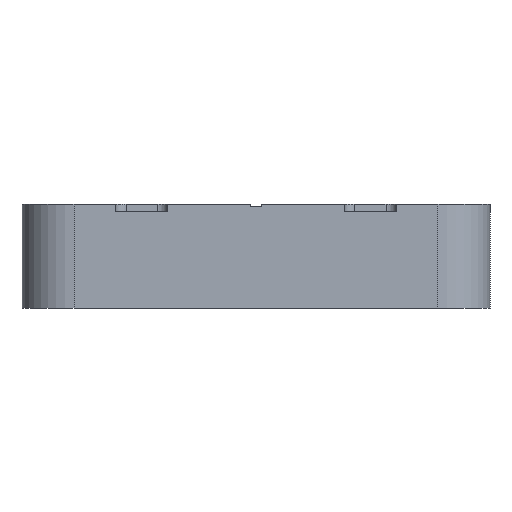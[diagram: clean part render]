
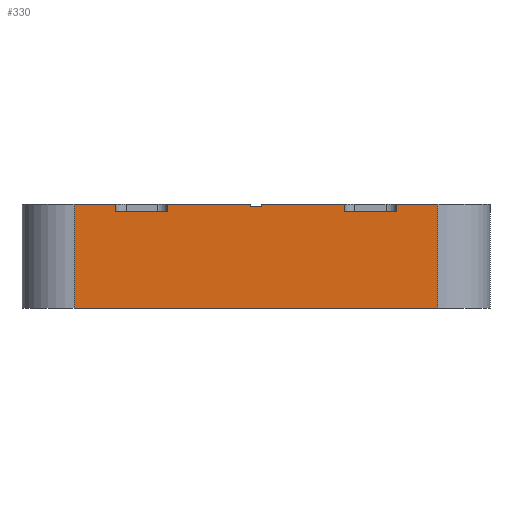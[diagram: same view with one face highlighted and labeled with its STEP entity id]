
A CAD part, front view. The second image highlights one B-rep face of the part: STEP entity #330.
In plain terms, the highlighted planar face has unit normal (0, -1, 0).
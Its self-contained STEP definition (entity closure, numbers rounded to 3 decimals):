
#6 = EDGE_CURVE ( 'NONE', #1663, #1748, #2415, .T. ) ;
#28 = CARTESIAN_POINT ( 'NONE',  ( -45., -45., 20. ) ) ;
#40 = CARTESIAN_POINT ( 'NONE',  ( -35., -45., 20. ) ) ;
#50 = VECTOR ( 'NONE', #254, 1000. ) ;
#73 = LINE ( 'NONE', #426, #2067 ) ;
#85 = ORIENTED_EDGE ( 'NONE', *, *, #2435, .F. ) ;
#144 = CARTESIAN_POINT ( 'NONE',  ( -27., -45., 20. ) ) ;
#153 = CARTESIAN_POINT ( 'NONE',  ( -17., -45., 18.5 ) ) ;
#162 = EDGE_CURVE ( 'NONE', #1663, #2561, #2747, .T. ) ;
#179 = CARTESIAN_POINT ( 'NONE',  ( 17., -45., 18.5 ) ) ;
#196 = LINE ( 'NONE', #3201, #2173 ) ;
#254 = DIRECTION ( 'NONE',  ( 1., 0., 0. ) ) ;
#267 = CARTESIAN_POINT ( 'NONE',  ( 27., -45., 18.5 ) ) ;
#279 = EDGE_CURVE ( 'NONE', #1470, #3479, #542, .T. ) ;
#283 = EDGE_CURVE ( 'NONE', #2448, #928, #714, .T. ) ;
#286 = EDGE_LOOP ( 'NONE', ( #2298, #2526, #2024, #3189, #2507, #3470, #1052, #611, #85, #470, #2700, #2850, #411, #3276, #869, #1841 ) ) ;
#317 = DIRECTION ( 'NONE',  ( 1., 0., 0. ) ) ;
#330 = ADVANCED_FACE ( 'NONE', ( #2170 ), #2331, .F. ) ;
#357 = VECTOR ( 'NONE', #2684, 1000. ) ;
#384 = EDGE_CURVE ( 'NONE', #2791, #2560, #1970, .T. ) ;
#394 = CARTESIAN_POINT ( 'NONE',  ( 1., -45., 20. ) ) ;
#411 = ORIENTED_EDGE ( 'NONE', *, *, #3424, .F. ) ;
#413 = CARTESIAN_POINT ( 'NONE',  ( -1., -45., 19.5 ) ) ;
#426 = CARTESIAN_POINT ( 'NONE',  ( -45., -45., 20. ) ) ;
#427 = CARTESIAN_POINT ( 'NONE',  ( -45., -45., 20. ) ) ;
#429 = EDGE_CURVE ( 'NONE', #826, #3479, #73, .T. ) ;
#458 = EDGE_CURVE ( 'NONE', #1748, #3262, #3138, .T. ) ;
#470 = ORIENTED_EDGE ( 'NONE', *, *, #1272, .T. ) ;
#507 = CARTESIAN_POINT ( 'NONE',  ( -45., -45., 20. ) ) ;
#529 = DIRECTION ( 'NONE',  ( 0., 0., 1. ) ) ;
#542 = LINE ( 'NONE', #1514, #2019 ) ;
#560 = DIRECTION ( 'NONE',  ( 0., 0., 1. ) ) ;
#611 = ORIENTED_EDGE ( 'NONE', *, *, #3224, .F. ) ;
#620 = VECTOR ( 'NONE', #2820, 1000. ) ;
#634 = DIRECTION ( 'NONE',  ( 0., 0., 1. ) ) ;
#681 = CARTESIAN_POINT ( 'NONE',  ( -1., -45., 19.5 ) ) ;
#714 = LINE ( 'NONE', #2367, #1350 ) ;
#737 = CARTESIAN_POINT ( 'NONE',  ( -17., -45., 18.5 ) ) ;
#754 = LINE ( 'NONE', #40, #3459 ) ;
#826 = VERTEX_POINT ( 'NONE', #3227 ) ;
#853 = VECTOR ( 'NONE', #560, 1000. ) ;
#869 = ORIENTED_EDGE ( 'NONE', *, *, #1660, .F. ) ;
#914 = EDGE_CURVE ( 'NONE', #928, #3394, #3639, .T. ) ;
#928 = VERTEX_POINT ( 'NONE', #394 ) ;
#941 = DIRECTION ( 'NONE',  ( 0., 0., -1. ) ) ;
#999 = DIRECTION ( 'NONE',  ( 0., 0., 1. ) ) ;
#1052 = ORIENTED_EDGE ( 'NONE', *, *, #429, .F. ) ;
#1215 = DIRECTION ( 'NONE',  ( 0., 0., 1. ) ) ;
#1216 = CARTESIAN_POINT ( 'NONE',  ( -45., -45., 20. ) ) ;
#1250 = CARTESIAN_POINT ( 'NONE',  ( -27., -45., 18.5 ) ) ;
#1272 = EDGE_CURVE ( 'NONE', #3597, #3394, #2493, .T. ) ;
#1350 = VECTOR ( 'NONE', #634, 1000. ) ;
#1373 = VECTOR ( 'NONE', #1215, 1000. ) ;
#1470 = VERTEX_POINT ( 'NONE', #2898 ) ;
#1494 = DIRECTION ( 'NONE',  ( 0., 0., 1. ) ) ;
#1514 = CARTESIAN_POINT ( 'NONE',  ( 35., -45., 20. ) ) ;
#1604 = VECTOR ( 'NONE', #999, 1000. ) ;
#1631 = EDGE_CURVE ( 'NONE', #3511, #3170, #754, .T. ) ;
#1660 = EDGE_CURVE ( 'NONE', #3262, #2560, #3579, .T. ) ;
#1663 = VERTEX_POINT ( 'NONE', #1250 ) ;
#1677 = CARTESIAN_POINT ( 'NONE',  ( 35., -45., 20. ) ) ;
#1748 = VERTEX_POINT ( 'NONE', #737 ) ;
#1841 = ORIENTED_EDGE ( 'NONE', *, *, #458, .F. ) ;
#1883 = VECTOR ( 'NONE', #529, 1000. ) ;
#1884 = LINE ( 'NONE', #3099, #2846 ) ;
#1956 = CARTESIAN_POINT ( 'NONE',  ( -27., -45., 18.5 ) ) ;
#1970 = LINE ( 'NONE', #413, #2278 ) ;
#1992 = EDGE_CURVE ( 'NONE', #3511, #2561, #3301, .T. ) ;
#2019 = VECTOR ( 'NONE', #2673, 1000. ) ;
#2024 = ORIENTED_EDGE ( 'NONE', *, *, #1992, .F. ) ;
#2064 = VECTOR ( 'NONE', #317, 1000. ) ;
#2067 = VECTOR ( 'NONE', #3020, 1000. ) ;
#2070 = DIRECTION ( 'NONE',  ( 0., 1., 0. ) ) ;
#2170 = FACE_OUTER_BOUND ( 'NONE', #286, .T. ) ;
#2173 = VECTOR ( 'NONE', #3491, 1000. ) ;
#2211 = LINE ( 'NONE', #3409, #50 ) ;
#2250 = CARTESIAN_POINT ( 'NONE',  ( -35., -45., 20. ) ) ;
#2278 = VECTOR ( 'NONE', #3316, 1000. ) ;
#2288 = CARTESIAN_POINT ( 'NONE',  ( -35., -45., 0. ) ) ;
#2298 = ORIENTED_EDGE ( 'NONE', *, *, #6, .F. ) ;
#2331 = PLANE ( 'NONE',  #2929 ) ;
#2349 = VERTEX_POINT ( 'NONE', #267 ) ;
#2367 = CARTESIAN_POINT ( 'NONE',  ( 1., -45., 19.5 ) ) ;
#2415 = LINE ( 'NONE', #153, #357 ) ;
#2426 = LINE ( 'NONE', #2916, #1373 ) ;
#2435 = EDGE_CURVE ( 'NONE', #3597, #2349, #196, .T. ) ;
#2448 = VERTEX_POINT ( 'NONE', #2901 ) ;
#2493 = LINE ( 'NONE', #179, #853 ) ;
#2507 = ORIENTED_EDGE ( 'NONE', *, *, #2991, .T. ) ;
#2526 = ORIENTED_EDGE ( 'NONE', *, *, #162, .T. ) ;
#2555 = CARTESIAN_POINT ( 'NONE',  ( 17., -45., 18.5 ) ) ;
#2560 = VERTEX_POINT ( 'NONE', #3045 ) ;
#2561 = VERTEX_POINT ( 'NONE', #144 ) ;
#2673 = DIRECTION ( 'NONE',  ( 0., 0., 1. ) ) ;
#2684 = DIRECTION ( 'NONE',  ( 1., 0., 0. ) ) ;
#2700 = ORIENTED_EDGE ( 'NONE', *, *, #914, .F. ) ;
#2721 = DIRECTION ( 'NONE',  ( 1., 0., 0. ) ) ;
#2747 = LINE ( 'NONE', #1956, #1883 ) ;
#2791 = VERTEX_POINT ( 'NONE', #681 ) ;
#2820 = DIRECTION ( 'NONE',  ( 1., 0., 0. ) ) ;
#2846 = VECTOR ( 'NONE', #3662, 1000. ) ;
#2850 = ORIENTED_EDGE ( 'NONE', *, *, #283, .F. ) ;
#2898 = CARTESIAN_POINT ( 'NONE',  ( 35., -45., 0. ) ) ;
#2901 = CARTESIAN_POINT ( 'NONE',  ( 1., -45., 19.5 ) ) ;
#2916 = CARTESIAN_POINT ( 'NONE',  ( 27., -45., 18.5 ) ) ;
#2929 = AXIS2_PLACEMENT_3D ( 'NONE', #1216, #2070, #1494 ) ;
#2983 = CARTESIAN_POINT ( 'NONE',  ( -17., -45., 18.5 ) ) ;
#2991 = EDGE_CURVE ( 'NONE', #3170, #1470, #2211, .T. ) ;
#3020 = DIRECTION ( 'NONE',  ( 1., 0., 0. ) ) ;
#3045 = CARTESIAN_POINT ( 'NONE',  ( -1., -45., 20. ) ) ;
#3099 = CARTESIAN_POINT ( 'NONE',  ( 0., -45., 19.5 ) ) ;
#3138 = LINE ( 'NONE', #2983, #1604 ) ;
#3170 = VERTEX_POINT ( 'NONE', #2288 ) ;
#3189 = ORIENTED_EDGE ( 'NONE', *, *, #1631, .T. ) ;
#3201 = CARTESIAN_POINT ( 'NONE',  ( 27., -45., 18.5 ) ) ;
#3224 = EDGE_CURVE ( 'NONE', #2349, #826, #2426, .T. ) ;
#3226 = VECTOR ( 'NONE', #2721, 1000. ) ;
#3227 = CARTESIAN_POINT ( 'NONE',  ( 27., -45., 20. ) ) ;
#3262 = VERTEX_POINT ( 'NONE', #3606 ) ;
#3276 = ORIENTED_EDGE ( 'NONE', *, *, #384, .T. ) ;
#3301 = LINE ( 'NONE', #507, #620 ) ;
#3316 = DIRECTION ( 'NONE',  ( 0., 0., 1. ) ) ;
#3323 = CARTESIAN_POINT ( 'NONE',  ( 17., -45., 20. ) ) ;
#3394 = VERTEX_POINT ( 'NONE', #3323 ) ;
#3409 = CARTESIAN_POINT ( 'NONE',  ( -45., -45., 0. ) ) ;
#3424 = EDGE_CURVE ( 'NONE', #2791, #2448, #1884, .T. ) ;
#3459 = VECTOR ( 'NONE', #941, 1000. ) ;
#3470 = ORIENTED_EDGE ( 'NONE', *, *, #279, .T. ) ;
#3479 = VERTEX_POINT ( 'NONE', #1677 ) ;
#3491 = DIRECTION ( 'NONE',  ( 1., 0., 0. ) ) ;
#3511 = VERTEX_POINT ( 'NONE', #2250 ) ;
#3579 = LINE ( 'NONE', #427, #3226 ) ;
#3597 = VERTEX_POINT ( 'NONE', #2555 ) ;
#3606 = CARTESIAN_POINT ( 'NONE',  ( -17., -45., 20. ) ) ;
#3639 = LINE ( 'NONE', #28, #2064 ) ;
#3662 = DIRECTION ( 'NONE',  ( 1., 0., 0. ) ) ;
